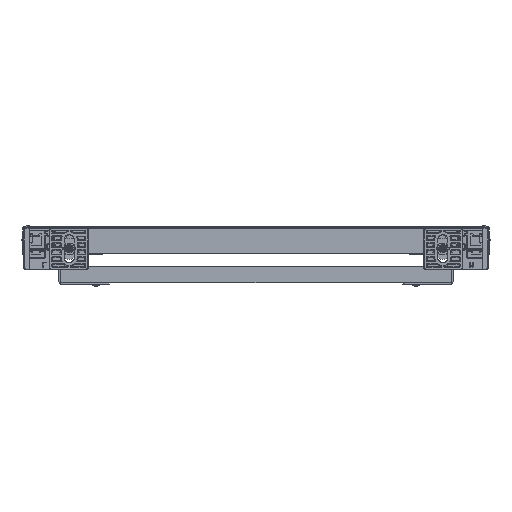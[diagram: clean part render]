
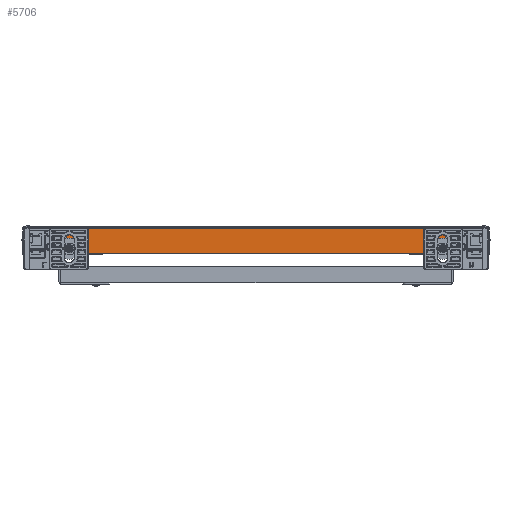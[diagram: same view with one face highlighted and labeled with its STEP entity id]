
A CAD part, front view. The second image highlights one B-rep face of the part: STEP entity #5706.
In plain terms, the highlighted planar face has unit normal (0, -1, 0).
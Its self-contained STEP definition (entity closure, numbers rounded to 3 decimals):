
#5346=DIRECTION('',(0.,0.,-1.));
#5347=VECTOR('',#5346,28.);
#5348=CARTESIAN_POINT('',(-222.5,0.,-2.));
#5349=LINE('',#5348,#5347);
#5424=DIRECTION('',(1.,0.,0.));
#5425=VECTOR('',#5424,445.);
#5426=CARTESIAN_POINT('',(-222.5,0.,-30.));
#5427=LINE('',#5426,#5425);
#5431=DIRECTION('',(1.,0.,0.));
#5432=VECTOR('',#5431,445.);
#5433=CARTESIAN_POINT('',(-222.5,0.,-2.));
#5434=LINE('',#5433,#5432);
#5488=DIRECTION('',(0.,0.,-1.));
#5489=VECTOR('',#5488,28.);
#5490=CARTESIAN_POINT('',(222.5,0.,-2.));
#5491=LINE('',#5490,#5489);
#5507=CARTESIAN_POINT('',(-222.5,0.,-2.));
#5508=VERTEX_POINT('',#5507);
#5509=CARTESIAN_POINT('',(-222.5,0.,-30.));
#5510=VERTEX_POINT('',#5509);
#5523=CARTESIAN_POINT('',(222.5,0.,-2.));
#5524=VERTEX_POINT('',#5523);
#5525=CARTESIAN_POINT('',(222.5,0.,-30.));
#5526=VERTEX_POINT('',#5525);
#5693=CARTESIAN_POINT('',(-222.5,0.,-2.));
#5694=DIRECTION('',(0.,-1.,0.));
#5695=DIRECTION('',(0.,0.,-1.));
#5696=AXIS2_PLACEMENT_3D('',#5693,#5694,#5695);
#5697=PLANE('',#5696);
#5698=ORIENTED_EDGE('',*,*,#5544,.F.);
#5700=ORIENTED_EDGE('',*,*,#5699,.T.);
#5702=ORIENTED_EDGE('',*,*,#5701,.T.);
#5703=ORIENTED_EDGE('',*,*,#5678,.F.);
#5704=EDGE_LOOP('',(#5698,#5700,#5702,#5703));
#5705=FACE_OUTER_BOUND('',#5704,.F.);
#5706=ADVANCED_FACE('',(#5705),#5697,.T.);
#5544=EDGE_CURVE('',#5508,#5510,#5349,.T.);
#5678=EDGE_CURVE('',#5510,#5526,#5427,.T.);
#5699=EDGE_CURVE('',#5508,#5524,#5434,.T.);
#5701=EDGE_CURVE('',#5524,#5526,#5491,.T.);
